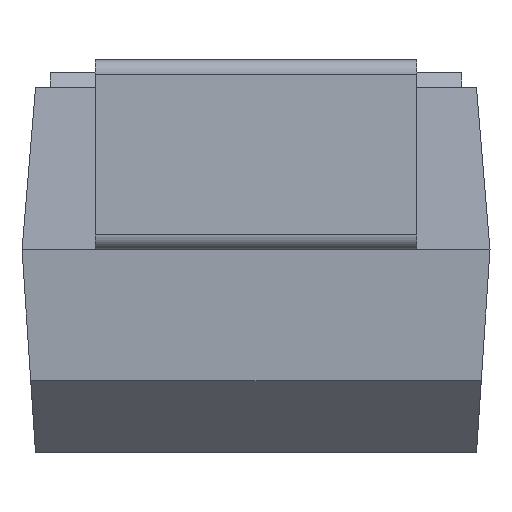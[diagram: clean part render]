
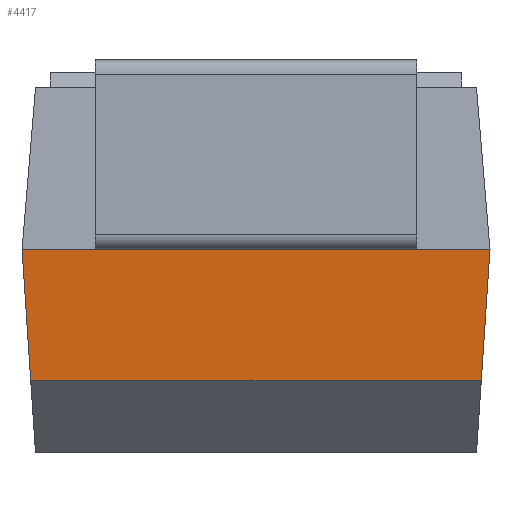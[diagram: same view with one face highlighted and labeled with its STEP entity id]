
A CAD part, left-side view. The second image highlights one B-rep face of the part: STEP entity #4417.
In plain terms, the highlighted face is planar.
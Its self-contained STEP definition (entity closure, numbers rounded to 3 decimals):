
#635 = PLANE ( 'NONE',  #5216 ) ;
#636 = CARTESIAN_POINT ( 'NONE',  ( 0.1, 3.22, 2.5 ) ) ;
#637 = DIRECTION ( 'NONE',  ( 0.998, 0., -0.067 ) ) ;
#638 = DIRECTION ( 'NONE',  ( -0.067, 0., -0.998 ) ) ;
#1098 = VECTOR ( 'NONE', #2047, 1000. ) ;
#1099 = VECTOR ( 'NONE', #2050, 1000. ) ;
#1100 = VECTOR ( 'NONE', #1763, 1000. ) ;
#1101 = VECTOR ( 'NONE', #1766, 1000. ) ;
#1762 = CARTESIAN_POINT ( 'NONE',  ( 0.114, 0.114, 2.706 ) ) ;
#1763 = DIRECTION ( 'NONE',  ( -0.066, -0.066, -0.996 ) ) ;
#1764 = LINE ( 'NONE', #1765, #1101 ) ;
#1765 = CARTESIAN_POINT ( 'NONE',  ( 0.067, 3.22, 2.008 ) ) ;
#1766 = DIRECTION ( 'NONE',  ( 0., 1., 0. ) ) ;
#2045 = LINE ( 'NONE', #2046, #1098 ) ;
#2046 = CARTESIAN_POINT ( 'NONE',  ( 0.007, 3.22, 1.111 ) ) ;
#2047 = DIRECTION ( 'NONE',  ( 0., -1., 0. ) ) ;
#2048 = LINE ( 'NONE', #2049, #1099 ) ;
#2049 = CARTESIAN_POINT ( 'NONE',  ( 0.1, 3.12, 2.493 ) ) ;
#2050 = DIRECTION ( 'NONE',  ( 0.066, -0.066, 0.996 ) ) ;
#2051 = LINE ( 'NONE', #1762, #1100 ) ;
#2236 = VERTEX_POINT ( 'NONE', #5487 ) ;
#2241 = VERTEX_POINT ( 'NONE', #5495 ) ;
#2263 = VERTEX_POINT ( 'NONE', #5527 ) ;
#2298 = VERTEX_POINT ( 'NONE', #5573 ) ;
#3811 = ORIENTED_EDGE ( 'NONE', *, *, #4590, .T. ) ;
#3820 = ORIENTED_EDGE ( 'NONE', *, *, #4592, .F. ) ;
#3851 = ORIENTED_EDGE ( 'NONE', *, *, #4591, .F. ) ;
#3894 = ORIENTED_EDGE ( 'NONE', *, *, #4593, .T. ) ;
#4417 = ADVANCED_FACE ( 'NONE', ( #5213 ), #635, .F. ) ;
#4590 = EDGE_CURVE ( 'NONE', #2298, #2241, #2045, .T. ) ;
#4591 = EDGE_CURVE ( 'NONE', #2298, #2263, #2048, .T. ) ;
#4592 = EDGE_CURVE ( 'NONE', #2236, #2241, #2051, .T. ) ;
#4593 = EDGE_CURVE ( 'NONE', #2236, #2263, #1764, .T. ) ;
#5213 = FACE_OUTER_BOUND ( 'NONE', #6011, .T. ) ;
#5216 = AXIS2_PLACEMENT_3D ( 'NONE', #636, #637, #638 ) ;
#5487 = CARTESIAN_POINT ( 'NONE',  ( 0.067, 0.067, 2.008 ) ) ;
#5495 = CARTESIAN_POINT ( 'NONE',  ( 0.007, 0.007, 1.111 ) ) ;
#5527 = CARTESIAN_POINT ( 'NONE',  ( 0.067, 3.153, 2.008 ) ) ;
#5573 = CARTESIAN_POINT ( 'NONE',  ( 0.007, 3.213, 1.111 ) ) ;
#6011 = EDGE_LOOP ( 'NONE', ( #3820, #3894, #3851, #3811 ) ) ;
